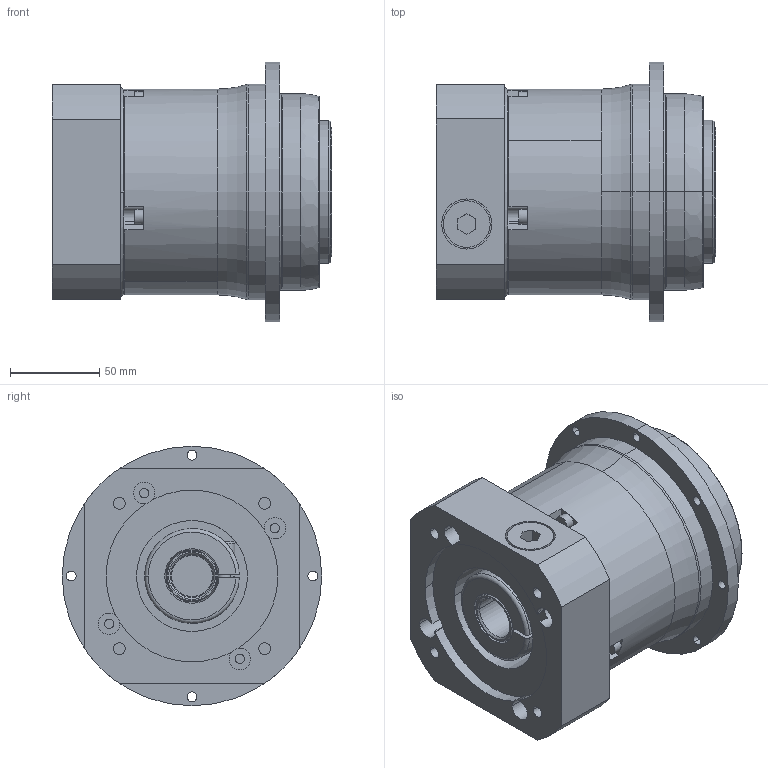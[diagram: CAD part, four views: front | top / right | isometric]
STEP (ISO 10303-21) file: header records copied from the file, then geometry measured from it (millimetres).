
FILE_DESCRIPTION(('STEP AP214'),'1');
FILE_NAME('20170315_111622724.stp','2017-03-15T10:16:23',(''),(''),'XStep 1.0','it-motive AG (itm_Acis_A0018_00R.dll)',' ');
FILE_SCHEMA(('automotive_design'));
Length unit declared in the file: millimetre
Products named in the file (6): Abtrieb_TP_m080; Antrieb_MF2_m080_G; 1; Abtriebsflansch_TP_m080_0; ADP; vs_3_point
Bounding box: 156 x 145 x 145 mm (x, y, z)
Volume: 1594901.9 mm3; surface area: 197200.3 mm2
Topology: 6 solids, 6 shells, 327 faces, 814 edges, 507 vertices
Faces by surface type: cylinder 148, plane 87, cone 50, torus 42
Entity records: 13234 total; most frequent: CARTESIAN_POINT 2404, DIRECTION 1880, ORIENTED_EDGE 1576, AXIS2_PLACEMENT_3D 793, EDGE_CURVE 788, VERTEX_POINT 507, CIRCLE 460, EDGE_LOOP 395
